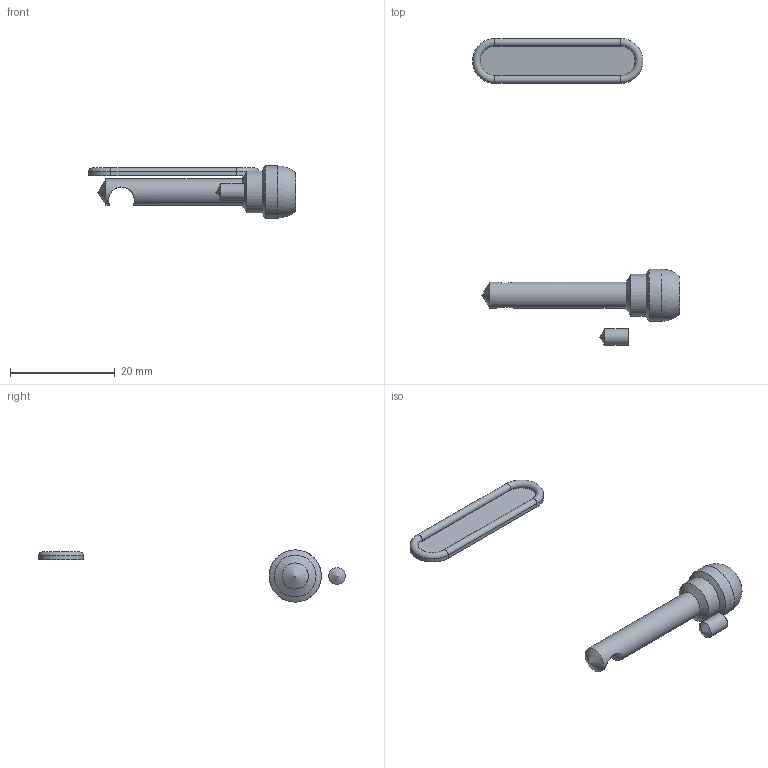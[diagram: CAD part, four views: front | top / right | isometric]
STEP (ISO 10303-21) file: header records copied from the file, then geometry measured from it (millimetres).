
FILE_DESCRIPTION(/* description */ (''),/* implementation_level */ '2;1');
FILE_NAME(/* name */ '105.065.26.753.stp',/* time_stamp */ '2018-03-06T14:44:35+01:00',/* author */ ('user-4'),/* organization */ (''),/* preprocessor_version */ 'ST-DEVELOPER v16.5',/* originating_system */ 'Autodesk Inventor 2017',/* authorisation */ '');
FILE_SCHEMA (('AUTOMOTIVE_DESIGN { 1 0 10303 214 3 1 1 }'));
Length unit declared in the file: millimetre
Products named in the file (1): 105.065.26.753
Bounding box: 39.6 x 58.72 x 10 mm (x, y, z)
Volume: 721.8 mm3; surface area: 3749.2 mm2
Topology: 3 solids, 5 shells, 29 faces, 57 edges, 33 vertices
Faces by surface type: cylinder 11, plane 7, cone 5, torus 4, sphere 2
Full cylindrical faces by diameter (mm): 3.242 x1, 5 x1, 8 x1, 10 x1
Entity records: 18795 total; most frequent: CARTESIAN_POINT 3251, ORIENTED_EDGE 3246, DIRECTION 3124, EDGE_CURVE 1614, LINE 1082, VECTOR 1082, VERTEX_POINT 1035, AXIS2_PLACEMENT_3D 1021
